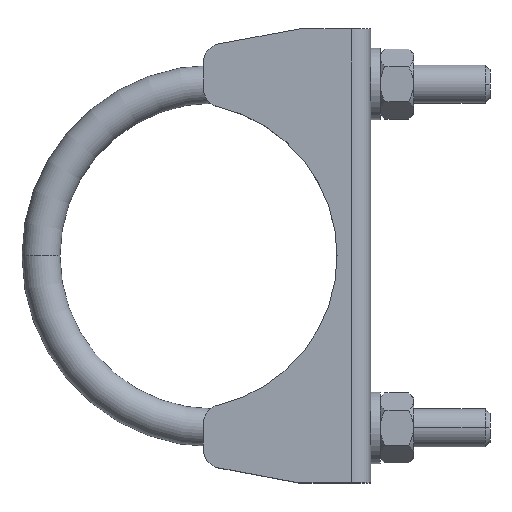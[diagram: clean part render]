
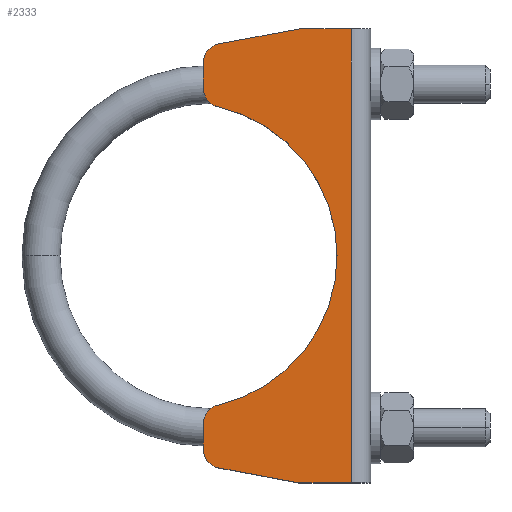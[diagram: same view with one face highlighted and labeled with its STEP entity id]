
A CAD part, top view. The second image highlights one B-rep face of the part: STEP entity #2333.
In plain terms, the highlighted planar face has unit normal (0, 0, 1).
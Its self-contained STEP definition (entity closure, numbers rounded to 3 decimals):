
#8 = AXIS2_PLACEMENT_3D ( 'NONE', #4485, #3777, #3915 ) ;
#96 = AXIS2_PLACEMENT_3D ( 'NONE', #3605, #3372, #3404 ) ;
#184 = AXIS2_PLACEMENT_3D ( 'NONE', #3030, #3031, #3032 ) ;
#248 = AXIS2_PLACEMENT_3D ( 'NONE', #4126, #4367, #4390 ) ;
#249 = AXIS2_PLACEMENT_3D ( 'NONE', #4153, #3774, #4141 ) ;
#250 = AXIS2_PLACEMENT_3D ( 'NONE', #4151, #3987, #4425 ) ;
#251 = AXIS2_PLACEMENT_3D ( 'NONE', #3931, #4167, #4457 ) ;
#252 = AXIS2_PLACEMENT_3D ( 'NONE', #4441, #4052, #4100 ) ;
#289 = CARTESIAN_POINT ( 'NONE',  ( -56.737, -8.392, 10.5 ) ) ;
#298 = CARTESIAN_POINT ( 'NONE',  ( -60., 0.869, 10.5 ) ) ;
#357 = CARTESIAN_POINT ( 'NONE',  ( -60., 76.398, 10.5 ) ) ;
#451 = CARTESIAN_POINT ( 'NONE',  ( -56.889, 4.769, 10.5 ) ) ;
#478 = CARTESIAN_POINT ( 'NONE',  ( -29., 83.469, 10.5 ) ) ;
#510 = CARTESIAN_POINT ( 'NONE',  ( -39.628, 83.469, 10.5 ) ) ;
#550 = CARTESIAN_POINT ( 'NONE',  ( -40., -11.531, 10.5 ) ) ;
#649 = CARTESIAN_POINT ( 'NONE',  ( -60., -4.461, 10.5 ) ) ;
#689 = CARTESIAN_POINT ( 'NONE',  ( -60., 71.069, 10.5 ) ) ;
#706 = CARTESIAN_POINT ( 'NONE',  ( -29., -11.531, 10.5 ) ) ;
#731 = CARTESIAN_POINT ( 'NONE',  ( -56.737, 80.33, 10.5 ) ) ;
#738 = CARTESIAN_POINT ( 'NONE',  ( -32., 35.969, 10.5 ) ) ;
#779 = CARTESIAN_POINT ( 'NONE',  ( -40.365, 83.4, 10.5 ) ) ;
#970 = CARTESIAN_POINT ( 'NONE',  ( -56.889, 67.169, 10.5 ) ) ;
#1091 = ORIENTED_EDGE ( 'NONE', *, *, #2715, .T. ) ;
#1236 = ORIENTED_EDGE ( 'NONE', *, *, #2672, .T. ) ;
#1241 = VECTOR ( 'NONE', #4316, 1000. ) ;
#1263 = LINE ( 'NONE', #3863, #1848 ) ;
#1301 = VECTOR ( 'NONE', #4477, 1000. ) ;
#1304 = ORIENTED_EDGE ( 'NONE', *, *, #2681, .T. ) ;
#1329 = ORIENTED_EDGE ( 'NONE', *, *, #2717, .T. ) ;
#1335 = VERTEX_POINT ( 'NONE', #970 ) ;
#1363 = FACE_OUTER_BOUND ( 'NONE', #4613, .T. ) ;
#1370 = CIRCLE ( 'NONE', #248, 4. ) ;
#1393 = ORIENTED_EDGE ( 'NONE', *, *, #2680, .T. ) ;
#1425 = ORIENTED_EDGE ( 'NONE', *, *, #2678, .T. ) ;
#1431 = ORIENTED_EDGE ( 'NONE', *, *, #2667, .T. ) ;
#1458 = VECTOR ( 'NONE', #3781, 1000. ) ;
#1483 = ORIENTED_EDGE ( 'NONE', *, *, #2679, .T. ) ;
#1490 = ORIENTED_EDGE ( 'NONE', *, *, #2674, .F. ) ;
#1626 = CIRCLE ( 'NONE', #249, 4. ) ;
#1642 = CIRCLE ( 'NONE', #8, 4. ) ;
#1681 = CIRCLE ( 'NONE', #184, 32. ) ;
#1684 = LINE ( 'NONE', #4541, #2064 ) ;
#1737 = LINE ( 'NONE', #3904, #1301 ) ;
#1747 = VECTOR ( 'NONE', #4034, 1000. ) ;
#1769 = CIRCLE ( 'NONE', #250, 4. ) ;
#1774 = LINE ( 'NONE', #4299, #1458 ) ;
#1786 = ORIENTED_EDGE ( 'NONE', *, *, #2545, .T. ) ;
#1848 = VECTOR ( 'NONE', #4427, 1000. ) ;
#1914 = VECTOR ( 'NONE', #4385, 1000. ) ;
#1915 = ORIENTED_EDGE ( 'NONE', *, *, #2673, .T. ) ;
#1926 = CIRCLE ( 'NONE', #251, 32. ) ;
#1983 = LINE ( 'NONE', #4121, #1747 ) ;
#1987 = LINE ( 'NONE', #3935, #1241 ) ;
#1994 = ORIENTED_EDGE ( 'NONE', *, *, #2677, .T. ) ;
#2002 = ORIENTED_EDGE ( 'NONE', *, *, #2676, .T. ) ;
#2017 = CIRCLE ( 'NONE', #252, 4. ) ;
#2019 = ORIENTED_EDGE ( 'NONE', *, *, #2716, .T. ) ;
#2055 = LINE ( 'NONE', #3958, #1914 ) ;
#2064 = VECTOR ( 'NONE', #4005, 1000. ) ;
#2333 = ADVANCED_FACE ( 'NONE', ( #1363 ), #3623, .T. ) ;
#2545 = EDGE_CURVE ( 'NONE', #1335, #5193, #1681, .T. ) ;
#2667 = EDGE_CURVE ( 'NONE', #5007, #4759, #1774, .T. ) ;
#2672 = EDGE_CURVE ( 'NONE', #4849, #5007, #1987, .T. ) ;
#2673 = EDGE_CURVE ( 'NONE', #4985, #4782, #1737, .T. ) ;
#2674 = EDGE_CURVE ( 'NONE', #5047, #4759, #1263, .T. ) ;
#2676 = EDGE_CURVE ( 'NONE', #5047, #4985, #1370, .T. ) ;
#2677 = EDGE_CURVE ( 'NONE', #4966, #5116, #1626, .T. ) ;
#2678 = EDGE_CURVE ( 'NONE', #4856, #1335, #1769, .T. ) ;
#2679 = EDGE_CURVE ( 'NONE', #5193, #4966, #1926, .T. ) ;
#2680 = EDGE_CURVE ( 'NONE', #4898, #4856, #2055, .T. ) ;
#2681 = EDGE_CURVE ( 'NONE', #4782, #4898, #2017, .T. ) ;
#2715 = EDGE_CURVE ( 'NONE', #5116, #4928, #1684, .T. ) ;
#2716 = EDGE_CURVE ( 'NONE', #4928, #4701, #1642, .T. ) ;
#2717 = EDGE_CURVE ( 'NONE', #4701, #4849, #1983, .T. ) ;
#3030 = CARTESIAN_POINT ( 'NONE',  ( -64., 35.969, 10.5 ) ) ;
#3031 = DIRECTION ( 'NONE',  ( 0., 0., -1. ) ) ;
#3032 = DIRECTION ( 'NONE',  ( -1., 0., 0. ) ) ;
#3372 = DIRECTION ( 'NONE',  ( 0., 0., 1. ) ) ;
#3404 = DIRECTION ( 'NONE',  ( 0., -1., 0. ) ) ;
#3605 = CARTESIAN_POINT ( 'NONE',  ( -27., 83.469, 10.5 ) ) ;
#3623 = PLANE ( 'NONE',  #96 ) ;
#3774 = DIRECTION ( 'NONE',  ( 0., 0., 1. ) ) ;
#3777 = DIRECTION ( 'NONE',  ( 0., 0., 1. ) ) ;
#3781 = DIRECTION ( 'NONE',  ( 0., 1., 0. ) ) ;
#3863 = CARTESIAN_POINT ( 'NONE',  ( -27., 83.469, 10.5 ) ) ;
#3904 = CARTESIAN_POINT ( 'NONE',  ( -40., 83.469, 10.5 ) ) ;
#3915 = DIRECTION ( 'NONE',  ( 0., -1., 0. ) ) ;
#3931 = CARTESIAN_POINT ( 'NONE',  ( -64., 35.969, 10.5 ) ) ;
#3935 = CARTESIAN_POINT ( 'NONE',  ( -27., -11.531, 10.5 ) ) ;
#3958 = CARTESIAN_POINT ( 'NONE',  ( -60., 79.718, 10.5 ) ) ;
#3987 = DIRECTION ( 'NONE',  ( 0., 0., 1. ) ) ;
#4005 = DIRECTION ( 'NONE',  ( 0., -1., 0. ) ) ;
#4034 = DIRECTION ( 'NONE',  ( 0.983, -0.184, 0. ) ) ;
#4052 = DIRECTION ( 'NONE',  ( 0., 0., 1. ) ) ;
#4100 = DIRECTION ( 'NONE',  ( 0., -1., 0. ) ) ;
#4121 = CARTESIAN_POINT ( 'NONE',  ( -60., -7.78, 10.5 ) ) ;
#4126 = CARTESIAN_POINT ( 'NONE',  ( -39.628, 79.469, 10.5 ) ) ;
#4141 = DIRECTION ( 'NONE',  ( 0., -1., 0. ) ) ;
#4151 = CARTESIAN_POINT ( 'NONE',  ( -56., 71.069, 10.5 ) ) ;
#4153 = CARTESIAN_POINT ( 'NONE',  ( -56., 0.869, 10.5 ) ) ;
#4167 = DIRECTION ( 'NONE',  ( 0., 0., -1. ) ) ;
#4299 = CARTESIAN_POINT ( 'NONE',  ( -29., 83.469, 10.5 ) ) ;
#4316 = DIRECTION ( 'NONE',  ( 1., 0., 0. ) ) ;
#4367 = DIRECTION ( 'NONE',  ( 0., 0., 1. ) ) ;
#4385 = DIRECTION ( 'NONE',  ( 0., -1., 0. ) ) ;
#4390 = DIRECTION ( 'NONE',  ( 0., -1., 0. ) ) ;
#4425 = DIRECTION ( 'NONE',  ( 0., -1., 0. ) ) ;
#4427 = DIRECTION ( 'NONE',  ( 1., 0., 0. ) ) ;
#4441 = CARTESIAN_POINT ( 'NONE',  ( -56., 76.398, 10.5 ) ) ;
#4457 = DIRECTION ( 'NONE',  ( -1., 0., 0. ) ) ;
#4477 = DIRECTION ( 'NONE',  ( -0.983, -0.184, 0. ) ) ;
#4485 = CARTESIAN_POINT ( 'NONE',  ( -56., -4.461, 10.5 ) ) ;
#4541 = CARTESIAN_POINT ( 'NONE',  ( -60., 4.22, 10.5 ) ) ;
#4613 = EDGE_LOOP ( 'NONE', ( #1091, #2019, #1329, #1236, #1431, #1490, #2002, #1915, #1304, #1393, #1425, #1786, #1483, #1994 ) ) ;
#4701 = VERTEX_POINT ( 'NONE', #289 ) ;
#4759 = VERTEX_POINT ( 'NONE', #478 ) ;
#4782 = VERTEX_POINT ( 'NONE', #731 ) ;
#4849 = VERTEX_POINT ( 'NONE', #550 ) ;
#4856 = VERTEX_POINT ( 'NONE', #689 ) ;
#4898 = VERTEX_POINT ( 'NONE', #357 ) ;
#4928 = VERTEX_POINT ( 'NONE', #649 ) ;
#4966 = VERTEX_POINT ( 'NONE', #451 ) ;
#4985 = VERTEX_POINT ( 'NONE', #779 ) ;
#5007 = VERTEX_POINT ( 'NONE', #706 ) ;
#5047 = VERTEX_POINT ( 'NONE', #510 ) ;
#5116 = VERTEX_POINT ( 'NONE', #298 ) ;
#5193 = VERTEX_POINT ( 'NONE', #738 ) ;
